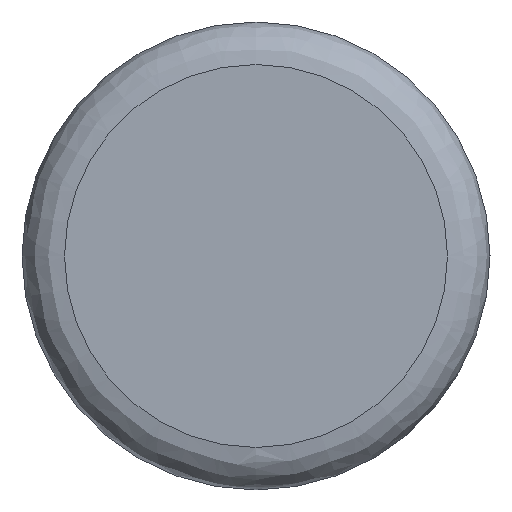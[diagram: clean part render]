
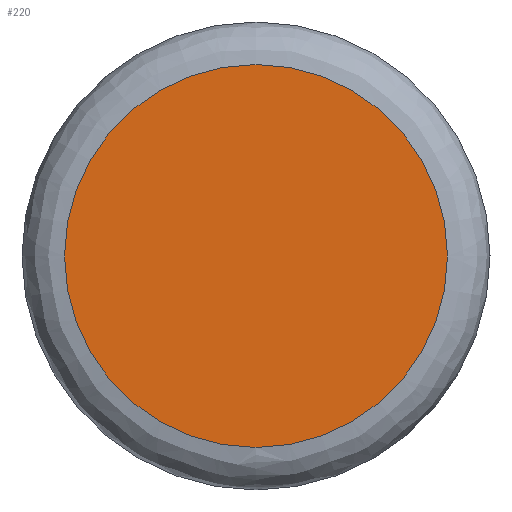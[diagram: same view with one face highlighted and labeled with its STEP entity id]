
A CAD part, left-side view. The second image highlights one B-rep face of the part: STEP entity #220.
In plain terms, the highlighted planar face has unit normal (-1, 0, 0).
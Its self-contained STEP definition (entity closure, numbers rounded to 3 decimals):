
#27=DIRECTION('',(-1.,0.,0.));
#44=DIRECTION('',(-1.,0.,0.));
#189=DIRECTION('',(0.,0.,-1.));
#199=EDGE_CURVE('',#200,#200,#202,.T.);
#200=VERTEX_POINT('',#201);
#201=CARTESIAN_POINT('',(-1.1,0.,0.1));
#202=CIRCLE('',#203,0.45);
#203=AXIS2_PLACEMENT_3D('',#204,#27,#189);
#204=CARTESIAN_POINT('',(-1.1,0.,0.55));
#220=ADVANCED_FACE('',(#221),#224,.T.);
#221=FACE_BOUND('',#222,.F.);
#222=EDGE_LOOP('',(#223));
#223=ORIENTED_EDGE('',*,*,#199,.F.);
#224=PLANE('',#225);
#225=AXIS2_PLACEMENT_3D('',#204,#44,#189);
